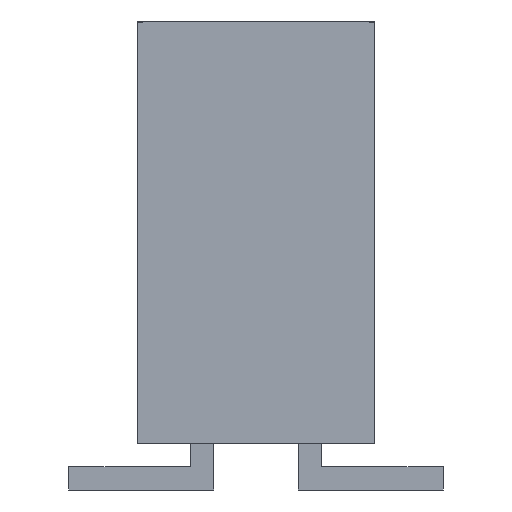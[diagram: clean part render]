
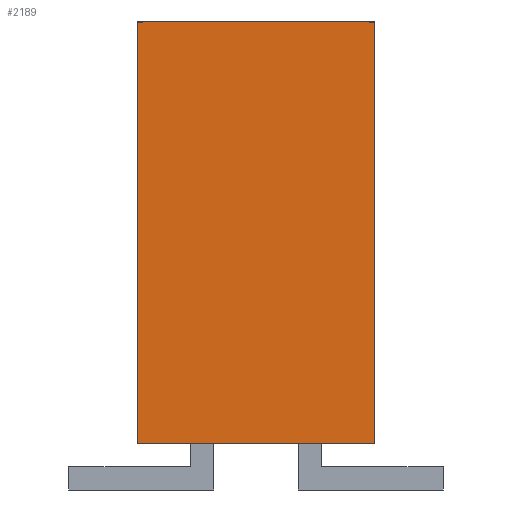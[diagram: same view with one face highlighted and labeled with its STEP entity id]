
A CAD part, left-side view. The second image highlights one B-rep face of the part: STEP entity #2189.
In plain terms, the highlighted planar face has unit normal (-1, 0, 0).
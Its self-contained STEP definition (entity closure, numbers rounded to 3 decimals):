
#1486=DIRECTION('',(0.,0.,-1.));
#1487=VECTOR('',#1486,4.5);
#1488=CARTESIAN_POINT('',(11.465,6.917,7.2));
#1489=LINE('',#1488,#1487);
#1490=DIRECTION('',(0.,1.,0.));
#1491=VECTOR('',#1490,2.54);
#1492=CARTESIAN_POINT('',(11.465,4.377,7.2));
#1493=LINE('',#1492,#1491);
#1494=DIRECTION('',(0.,0.,1.));
#1495=VECTOR('',#1494,4.5);
#1496=CARTESIAN_POINT('',(11.465,4.377,2.7));
#1497=LINE('',#1496,#1495);
#1498=DIRECTION('',(0.,-1.,0.));
#1499=VECTOR('',#1498,2.54);
#1500=CARTESIAN_POINT('',(11.465,6.917,2.7));
#1501=LINE('',#1500,#1499);
#2014=CARTESIAN_POINT('',(11.465,6.917,7.2));
#2015=CARTESIAN_POINT('',(11.465,6.917,2.7));
#2016=VERTEX_POINT('',#2014);
#2017=VERTEX_POINT('',#2015);
#2022=CARTESIAN_POINT('',(11.465,4.377,2.7));
#2023=VERTEX_POINT('',#2022);
#2024=CARTESIAN_POINT('',(11.465,4.377,7.2));
#2025=VERTEX_POINT('',#2024);
#2174=CARTESIAN_POINT('',(11.465,5.647,4.95));
#2175=DIRECTION('',(1.,0.,0.));
#2176=DIRECTION('',(0.,-1.,0.));
#2177=AXIS2_PLACEMENT_3D('',#2174,#2175,#2176);
#2178=PLANE('',#2177);
#2180=ORIENTED_EDGE('',*,*,#2179,.F.);
#2182=ORIENTED_EDGE('',*,*,#2181,.F.);
#2184=ORIENTED_EDGE('',*,*,#2183,.F.);
#2186=ORIENTED_EDGE('',*,*,#2185,.F.);
#2187=EDGE_LOOP('',(#2180,#2182,#2184,#2186));
#2188=FACE_OUTER_BOUND('',#2187,.F.);
#2189=ADVANCED_FACE('',(#2188),#2178,.F.);
#2179=EDGE_CURVE('',#2016,#2017,#1489,.T.);
#2181=EDGE_CURVE('',#2025,#2016,#1493,.T.);
#2183=EDGE_CURVE('',#2023,#2025,#1497,.T.);
#2185=EDGE_CURVE('',#2017,#2023,#1501,.T.);
